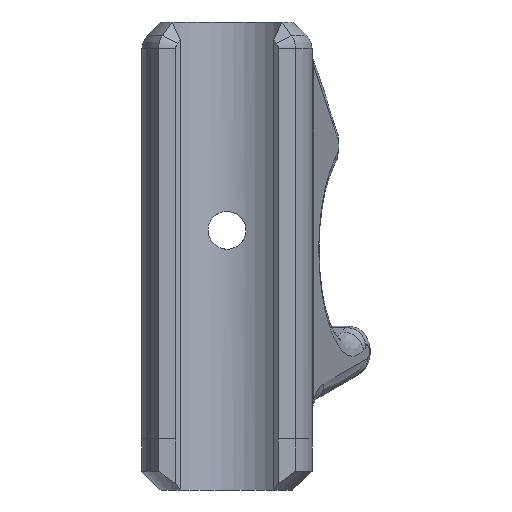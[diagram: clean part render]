
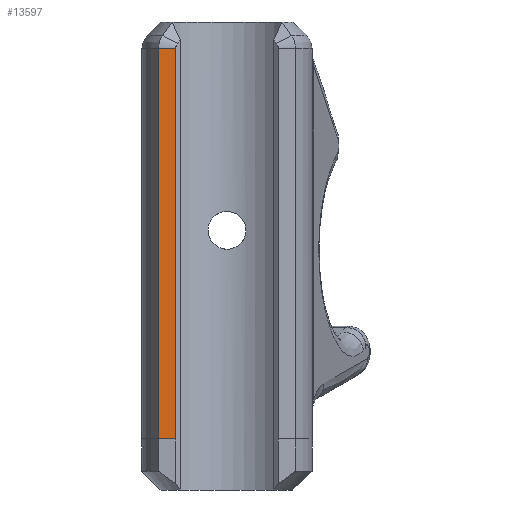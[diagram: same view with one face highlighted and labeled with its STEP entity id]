
A CAD part, left-side view. The second image highlights one B-rep face of the part: STEP entity #13597.
In plain terms, the highlighted planar face has unit normal (-0.999, 0.037, 0).
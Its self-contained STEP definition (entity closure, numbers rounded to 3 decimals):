
#5179 = CYLINDRICAL_SURFACE('',#5180,6.75);
#5180 = AXIS2_PLACEMENT_3D('',#5181,#5182,#5183);
#5181 = CARTESIAN_POINT('',(0.,0.,0.));
#5182 = DIRECTION('',(0.,0.,1.));
#5183 = DIRECTION('',(1.,0.,0.));
#10141 = VERTEX_POINT('',#10142);
#10142 = CARTESIAN_POINT('',(-4.015,5.426,
    -12.111));
#10257 = VERTEX_POINT('',#10258);
#10258 = CARTESIAN_POINT('',(-4.015,5.426,
    -43.047));
#10285 = EDGE_CURVE('',#10141,#10257,#10286,.T.);
#10286 = SURFACE_CURVE('',#10287,(#10291,#10298),.PCURVE_S1.);
#10287 = LINE('',#10288,#10289);
#10288 = CARTESIAN_POINT('',(-4.015,5.426,
    -12.111));
#10289 = VECTOR('',#10290,1.);
#10290 = DIRECTION('',(-0.,-0.,-1.));
#10291 = PCURVE('',#5179,#10292);
#10292 = DEFINITIONAL_REPRESENTATION('',(#10293),#10297);
#10293 = LINE('',#10294,#10295);
#10294 = CARTESIAN_POINT('',(2.208,-12.111));
#10295 = VECTOR('',#10296,1.);
#10296 = DIRECTION('',(-0.,-1.));
#10297 = ( GEOMETRIC_REPRESENTATION_CONTEXT(2) 
PARAMETRIC_REPRESENTATION_CONTEXT() REPRESENTATION_CONTEXT('2D SPACE',''
  ) );
#10298 = PCURVE('',#10299,#10304);
#10299 = PLANE('',#10300);
#10300 = AXIS2_PLACEMENT_3D('',#10301,#10302,#10303);
#10301 = CARTESIAN_POINT('',(-4.066,4.066,
    -12.111));
#10302 = DIRECTION('',(0.999,-0.037,0.));
#10303 = DIRECTION('',(0.,0.,-1.));
#10304 = DEFINITIONAL_REPRESENTATION('',(#10305),#10309);
#10305 = LINE('',#10306,#10307);
#10306 = CARTESIAN_POINT('',(0.,1.361));
#10307 = VECTOR('',#10308,1.);
#10308 = DIRECTION('',(1.,0.));
#10309 = ( GEOMETRIC_REPRESENTATION_CONTEXT(2) 
PARAMETRIC_REPRESENTATION_CONTEXT() REPRESENTATION_CONTEXT('2D SPACE',''
  ) );
#12312 = B_SPLINE_SURFACE_WITH_KNOTS('',1,7,(
    (#12313,#12314,#12315,#12316,#12317,#12318,#12319,#12320,#12321
      ,#12322,#12323,#12324,#12325,#12326,#12327,#12328,#12329,#12330
      ,#12331,#12332)
    ,(#12333,#12334,#12335,#12336,#12337,#12338,#12339,#12340,#12341
      ,#12342,#12343,#12344,#12345,#12346,#12347,#12348,#12349,#12350
      ,#12351,#12352
    )),.UNSPECIFIED.,.F.,.F.,.F.,(2,2),(8,6,6,8),(0.,1.216),(
    1.462,1.517,2.097,2.678),
  .UNSPECIFIED.);
#12313 = CARTESIAN_POINT('',(-3.917,3.917,
    -11.694));
#12314 = CARTESIAN_POINT('',(-3.92,3.92,
    -11.699));
#12315 = CARTESIAN_POINT('',(-3.924,3.924,
    -11.705));
#12316 = CARTESIAN_POINT('',(-3.928,3.928,
    -11.711));
#12317 = CARTESIAN_POINT('',(-3.931,3.931,
    -11.716));
#12318 = CARTESIAN_POINT('',(-3.935,3.935,
    -11.722));
#12319 = CARTESIAN_POINT('',(-3.939,3.939,
    -11.728));
#12320 = CARTESIAN_POINT('',(-3.981,3.981,
    -11.793));
#12321 = CARTESIAN_POINT('',(-3.998,3.998,
    -11.819));
#12322 = CARTESIAN_POINT('',(-4.006,4.006,
    -11.837));
#12323 = CARTESIAN_POINT('',(-4.015,4.015,
    -11.853));
#12324 = CARTESIAN_POINT('',(-4.024,4.024,
    -11.874));
#12325 = CARTESIAN_POINT('',(-4.032,4.032,
    -11.897));
#12326 = CARTESIAN_POINT('',(-4.047,4.047,
    -11.947));
#12327 = CARTESIAN_POINT('',(-4.053,4.053,
    -11.973));
#12328 = CARTESIAN_POINT('',(-4.058,4.058,
    -12.001));
#12329 = CARTESIAN_POINT('',(-4.062,4.062,
    -12.028));
#12330 = CARTESIAN_POINT('',(-4.065,4.065,
    -12.056));
#12331 = CARTESIAN_POINT('',(-4.066,4.066,
    -12.084));
#12332 = CARTESIAN_POINT('',(-4.066,4.066,
    -12.111));
#12333 = CARTESIAN_POINT('',(-3.7,5.112,
    -11.051));
#12334 = CARTESIAN_POINT('',(-3.704,5.116,
    -11.056));
#12335 = CARTESIAN_POINT('',(-3.708,5.12,
    -11.062));
#12336 = CARTESIAN_POINT('',(-3.712,5.124,
    -11.067));
#12337 = CARTESIAN_POINT('',(-3.716,5.128,
    -11.073));
#12338 = CARTESIAN_POINT('',(-3.719,5.132,
    -11.078));
#12339 = CARTESIAN_POINT('',(-3.723,5.135,
    -11.084));
#12340 = CARTESIAN_POINT('',(-3.767,5.179,
    -11.15));
#12341 = CARTESIAN_POINT('',(-3.803,5.215,
    -11.212));
#12342 = CARTESIAN_POINT('',(-3.837,5.249,
    -11.277));
#12343 = CARTESIAN_POINT('',(-3.868,5.279,
    -11.344));
#12344 = CARTESIAN_POINT('',(-3.896,5.307,
    -11.415));
#12345 = CARTESIAN_POINT('',(-3.92,5.331,
    -11.489));
#12346 = CARTESIAN_POINT('',(-3.962,5.373,
    -11.64));
#12347 = CARTESIAN_POINT('',(-3.98,5.391,
    -11.717));
#12348 = CARTESIAN_POINT('',(-3.995,5.405,
    -11.796));
#12349 = CARTESIAN_POINT('',(-4.005,5.415,
    -11.875));
#12350 = CARTESIAN_POINT('',(-4.012,5.422,
    -11.954));
#12351 = CARTESIAN_POINT('',(-4.015,5.426,
    -12.033));
#12352 = CARTESIAN_POINT('',(-4.015,5.426,
    -12.111));
#12916 = PLANE('',#12917);
#12917 = AXIS2_PLACEMENT_3D('',#12918,#12919,#12920);
#12918 = CARTESIAN_POINT('',(-7.004,7.004,
    -29.773));
#12919 = DIRECTION('',(-0.707,-0.707,
    0.));
#12920 = DIRECTION('',(0.,0.,1.));
#13597 = ADVANCED_FACE('',(#13598),#10299,.F.);
#13598 = FACE_BOUND('',#13599,.F.);
#13599 = EDGE_LOOP('',(#13600,#13621,#13644,#13670));
#13600 = ORIENTED_EDGE('',*,*,#13601,.F.);
#13601 = EDGE_CURVE('',#13602,#10141,#13604,.T.);
#13602 = VERTEX_POINT('',#13603);
#13603 = CARTESIAN_POINT('',(-4.066,4.066,
    -12.111));
#13604 = SURFACE_CURVE('',#13605,(#13608,#13614),.PCURVE_S1.);
#13605 = B_SPLINE_CURVE_WITH_KNOTS('',1,(#13606,#13607),.UNSPECIFIED.,
  .F.,.F.,(2,2),(0.,1.216),.PIECEWISE_BEZIER_KNOTS.);
#13606 = CARTESIAN_POINT('',(-4.066,4.066,
    -12.111));
#13607 = CARTESIAN_POINT('',(-4.015,5.426,
    -12.111));
#13608 = PCURVE('',#10299,#13609);
#13609 = DEFINITIONAL_REPRESENTATION('',(#13610),#13613);
#13610 = B_SPLINE_CURVE_WITH_KNOTS('',1,(#13611,#13612),.UNSPECIFIED.,
  .F.,.F.,(2,2),(0.,1.216),.PIECEWISE_BEZIER_KNOTS.);
#13611 = CARTESIAN_POINT('',(0.,0.));
#13612 = CARTESIAN_POINT('',(0.,1.361));
#13613 = ( GEOMETRIC_REPRESENTATION_CONTEXT(2) 
PARAMETRIC_REPRESENTATION_CONTEXT() REPRESENTATION_CONTEXT('2D SPACE',''
  ) );
#13614 = PCURVE('',#12312,#13615);
#13615 = DEFINITIONAL_REPRESENTATION('',(#13616),#13620);
#13616 = LINE('',#13617,#13618);
#13617 = CARTESIAN_POINT('',(0.,2.678));
#13618 = VECTOR('',#13619,1.);
#13619 = DIRECTION('',(1.,0.));
#13620 = ( GEOMETRIC_REPRESENTATION_CONTEXT(2) 
PARAMETRIC_REPRESENTATION_CONTEXT() REPRESENTATION_CONTEXT('2D SPACE',''
  ) );
#13621 = ORIENTED_EDGE('',*,*,#13622,.T.);
#13622 = EDGE_CURVE('',#13602,#13623,#13625,.T.);
#13623 = VERTEX_POINT('',#13624);
#13624 = CARTESIAN_POINT('',(-4.066,4.066,
    -43.047));
#13625 = SURFACE_CURVE('',#13626,(#13630,#13637),.PCURVE_S1.);
#13626 = LINE('',#13627,#13628);
#13627 = CARTESIAN_POINT('',(-4.066,4.066,
    -12.111));
#13628 = VECTOR('',#13629,1.);
#13629 = DIRECTION('',(-0.,-0.,-1.));
#13630 = PCURVE('',#10299,#13631);
#13631 = DEFINITIONAL_REPRESENTATION('',(#13632),#13636);
#13632 = LINE('',#13633,#13634);
#13633 = CARTESIAN_POINT('',(0.,0.));
#13634 = VECTOR('',#13635,1.);
#13635 = DIRECTION('',(1.,0.));
#13636 = ( GEOMETRIC_REPRESENTATION_CONTEXT(2) 
PARAMETRIC_REPRESENTATION_CONTEXT() REPRESENTATION_CONTEXT('2D SPACE',''
  ) );
#13637 = PCURVE('',#12916,#13638);
#13638 = DEFINITIONAL_REPRESENTATION('',(#13639),#13643);
#13639 = LINE('',#13640,#13641);
#13640 = CARTESIAN_POINT('',(17.662,-4.156));
#13641 = VECTOR('',#13642,1.);
#13642 = DIRECTION('',(-1.,0.));
#13643 = ( GEOMETRIC_REPRESENTATION_CONTEXT(2) 
PARAMETRIC_REPRESENTATION_CONTEXT() REPRESENTATION_CONTEXT('2D SPACE',''
  ) );
#13644 = ORIENTED_EDGE('',*,*,#13645,.T.);
#13645 = EDGE_CURVE('',#13623,#10257,#13646,.T.);
#13646 = SURFACE_CURVE('',#13647,(#13651,#13658),.PCURVE_S1.);
#13647 = LINE('',#13648,#13649);
#13648 = CARTESIAN_POINT('',(-4.066,4.066,
    -43.047));
#13649 = VECTOR('',#13650,1.);
#13650 = DIRECTION('',(0.037,0.999,0.));
#13651 = PCURVE('',#10299,#13652);
#13652 = DEFINITIONAL_REPRESENTATION('',(#13653),#13657);
#13653 = LINE('',#13654,#13655);
#13654 = CARTESIAN_POINT('',(30.936,0.));
#13655 = VECTOR('',#13656,1.);
#13656 = DIRECTION('',(0.,1.));
#13657 = ( GEOMETRIC_REPRESENTATION_CONTEXT(2) 
PARAMETRIC_REPRESENTATION_CONTEXT() REPRESENTATION_CONTEXT('2D SPACE',''
  ) );
#13658 = PCURVE('',#13659,#13664);
#13659 = PLANE('',#13660);
#13660 = AXIS2_PLACEMENT_3D('',#13661,#13662,#13663);
#13661 = CARTESIAN_POINT('',(-4.066,4.066,
    -43.047));
#13662 = DIRECTION('',(0.999,-0.037,
    0.));
#13663 = DIRECTION('',(0.,0.,-1.));
#13664 = DEFINITIONAL_REPRESENTATION('',(#13665),#13669);
#13665 = LINE('',#13666,#13667);
#13666 = CARTESIAN_POINT('',(0.,0.));
#13667 = VECTOR('',#13668,1.);
#13668 = DIRECTION('',(0.,1.));
#13669 = ( GEOMETRIC_REPRESENTATION_CONTEXT(2) 
PARAMETRIC_REPRESENTATION_CONTEXT() REPRESENTATION_CONTEXT('2D SPACE',''
  ) );
#13670 = ORIENTED_EDGE('',*,*,#10285,.F.);
